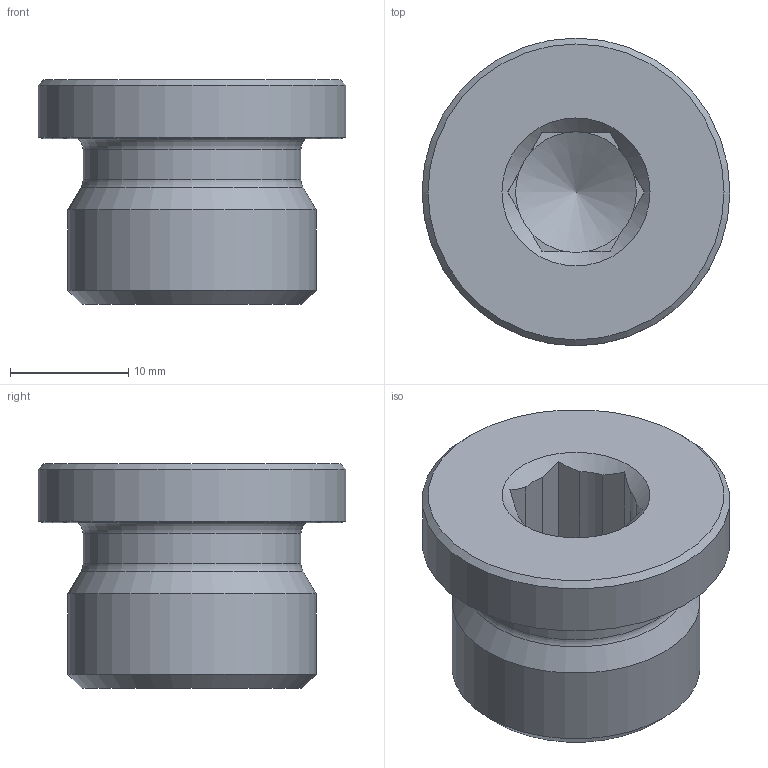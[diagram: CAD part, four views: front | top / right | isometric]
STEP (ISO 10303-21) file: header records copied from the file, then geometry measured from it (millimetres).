
FILE_DESCRIPTION((''),'2;1');
FILE_NAME('7230148.stp','2014-10-08T10:17:51',(''),('KNOMI spol. s r. o.'),'Autodesk Inventor 2012','Autodesk Inventor 2012','');
FILE_SCHEMA(('AUTOMOTIVE_DESIGN { 1 2 10303 214 0 1 1 1 }'));
Length unit declared in the file: millimetre
Products named in the file (1): ZKB G1/2
Bounding box: 26 x 26 x 19 mm (x, y, z)
Volume: 5763.3 mm3; surface area: 2836.3 mm2
Topology: 1 solids, 1 shells, 42 faces, 108 edges, 69 vertices
Faces by surface type: plane 21, cylinder 10, cone 7, torus 4
Full cylindrical faces by diameter (mm): 12.5 x1, 18.4 x1, 20.955 x1, 26 x1
Entity records: 1180 total; most frequent: CARTESIAN_POINT 255, DIRECTION 184, ORIENTED_EDGE 176, EDGE_CURVE 88, AXIS2_PLACEMENT_3D 77, VERTEX_POINT 64, EDGE_LOOP 58, FACE_OUTER_BOUND 42
